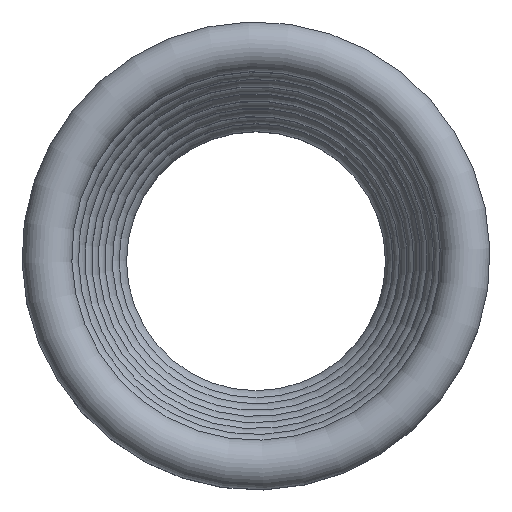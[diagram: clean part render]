
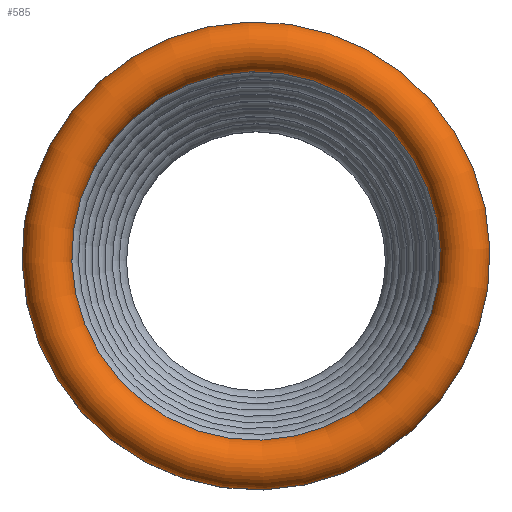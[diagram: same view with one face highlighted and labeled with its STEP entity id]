
A CAD part, top view. The second image highlights one B-rep face of the part: STEP entity #585.
In plain terms, the highlighted toroidal (fillet/blend) face has major radius 12.6 mm and minor radius 1.5 mm.
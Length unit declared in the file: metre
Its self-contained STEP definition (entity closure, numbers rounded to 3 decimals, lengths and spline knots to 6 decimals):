
#72=TOROIDAL_SURFACE('',#743,0.0126,0.0015);
#100=ORIENTED_EDGE('',*,*,#204,.F.);
#101=ORIENTED_EDGE('',*,*,#202,.T.);
#202=EDGE_CURVE('',#254,#254,#306,.T.);
#204=EDGE_CURVE('',#256,#256,#308,.T.);
#254=VERTEX_POINT('',#1084);
#256=VERTEX_POINT('',#1089);
#306=CIRCLE('',#741,0.0111);
#308=CIRCLE('',#744,0.0141);
#360=EDGE_LOOP('',(#100));
#361=EDGE_LOOP('',(#101));
#464=FACE_BOUND('',#360,.T.);
#465=FACE_BOUND('',#361,.T.);
#585=ADVANCED_FACE('',(#464,#465),#72,.T.);
#741=AXIS2_PLACEMENT_3D('',#1083,#857,#858);
#743=AXIS2_PLACEMENT_3D('',#1087,#861,#862);
#744=AXIS2_PLACEMENT_3D('',#1088,#863,#864);
#857=DIRECTION('',(0.,0.,-1.));
#858=DIRECTION('',(-1.,0.,0.));
#861=DIRECTION('',(0.,0.,-1.));
#862=DIRECTION('',(-1.,0.,0.));
#863=DIRECTION('',(0.,0.,-1.));
#864=DIRECTION('',(-1.,0.,0.));
#1083=CARTESIAN_POINT('',(0.,0.,0.0025));
#1084=CARTESIAN_POINT('',(-0.0111,0.,0.0025));
#1087=CARTESIAN_POINT('',(0.,0.,0.0025));
#1088=CARTESIAN_POINT('',(0.,0.,0.0025));
#1089=CARTESIAN_POINT('',(-0.0141,0.,0.0025));
